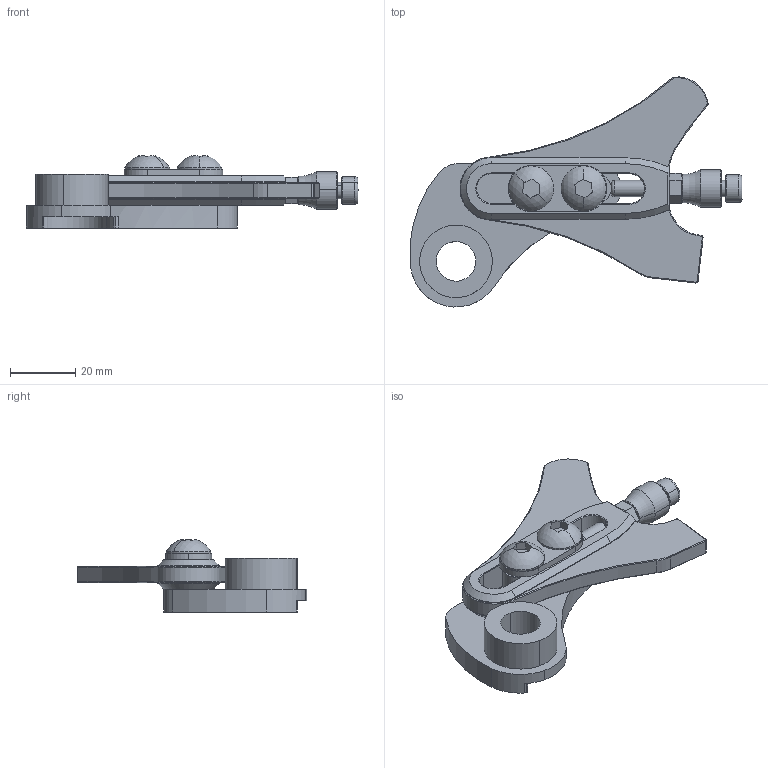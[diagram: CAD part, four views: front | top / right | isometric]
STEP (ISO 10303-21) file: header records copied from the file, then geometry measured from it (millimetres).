
FILE_DESCRIPTION (( 'STEP AP214' ), '1' );
FILE_NAME ('DR4139_Flat.STEP', '2018-09-12T15:39:58', ( 'JeffCAD' ), ( 'Microsoft' ), 'SwSTEP 2.0', 'SolidWorks 2018', '' );
FILE_SCHEMA (( 'AUTOMOTIVE_DESIGN' ));
Length unit declared in the file: inch
Products named in the file (8): MS1013; DR4139; DS0004; DR4139_Flat; MS5001; MS2016; MS2013; MS2012
Assembly tree (8 placements, depth 2):
  DR4139_Flat
    DS0004
    DR4139
    MS1013
    MS2012  x2
    MS2013
    MS2016
    MS5001
Bounding box: 101.6 x 70.38 x 22.07 mm (x, y, z)
Volume: 30452.4 mm3; surface area: 17671.3 mm2
Topology: 8 solids, 8 shells, 241 faces, 572 edges, 352 vertices
Faces by surface type: cylinder 89, plane 84, cone 54, torus 10, sphere 4
Entity records: 6974 total; most frequent: CARTESIAN_POINT 1237, DIRECTION 1218, ORIENTED_EDGE 1072, EDGE_CURVE 536, AXIS2_PLACEMENT_3D 475, VERTEX_POINT 328, VECTOR 268, LINE 268
